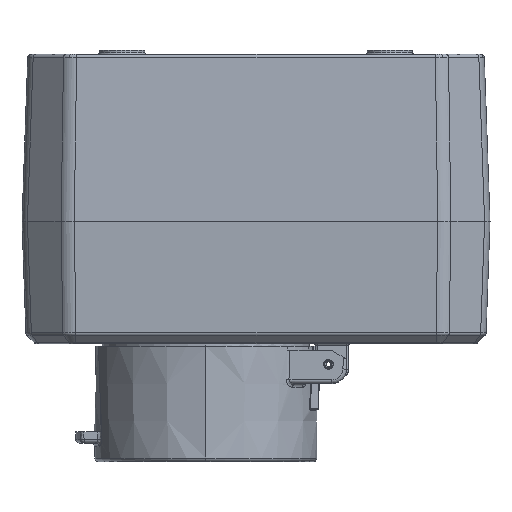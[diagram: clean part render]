
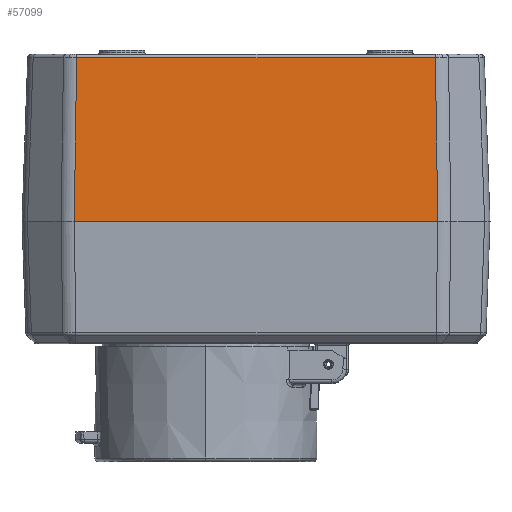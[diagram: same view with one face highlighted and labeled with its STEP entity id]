
A CAD part, left-side view. The second image highlights one B-rep face of the part: STEP entity #57099.
In plain terms, the highlighted planar face has unit normal (-0.999, 0, 0.035).
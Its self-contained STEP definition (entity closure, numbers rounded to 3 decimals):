
#2656 = DIRECTION ( 'NONE',  ( -0.999, 0., 0.035 ) ) ;
#4877 = LINE ( 'NONE', #51844, #15975 ) ;
#6846 = DIRECTION ( 'NONE',  ( -0.035, 0., -0.999 ) ) ;
#7564 = LINE ( 'NONE', #42407, #39635 ) ;
#7747 = DIRECTION ( 'NONE',  ( 0.035, 0.014, 0.999 ) ) ;
#7751 = ORIENTED_EDGE ( 'NONE', *, *, #50271, .T. ) ;
#8019 = CARTESIAN_POINT ( 'NONE',  ( -60., -51., -46. ) ) ;
#8339 = FACE_OUTER_BOUND ( 'NONE', #73071, .T. ) ;
#10562 = EDGE_CURVE ( 'NONE', #70322, #11311, #13323, .T. ) ;
#11311 = VERTEX_POINT ( 'NONE', #39730 ) ;
#11434 = AXIS2_PLACEMENT_3D ( 'NONE', #31444, #2656, #6846 ) ;
#13323 = LINE ( 'NONE', #8019, #16409 ) ;
#14573 = ORIENTED_EDGE ( 'NONE', *, *, #35340, .T. ) ;
#14738 = EDGE_CURVE ( 'NONE', #11311, #37530, #54729, .T. ) ;
#15975 = VECTOR ( 'NONE', #35903, 1000. ) ;
#16409 = VECTOR ( 'NONE', #31119, 1000. ) ;
#31119 = DIRECTION ( 'NONE',  ( 0., -1., 0. ) ) ;
#31444 = CARTESIAN_POINT ( 'NONE',  ( -60., 51., -46. ) ) ;
#35340 = EDGE_CURVE ( 'NONE', #37530, #39567, #7564, .T. ) ;
#35903 = DIRECTION ( 'NONE',  ( -0.035, 0.014, -0.999 ) ) ;
#37284 = CARTESIAN_POINT ( 'NONE',  ( -59.95, -48.909, -44.557 ) ) ;
#37530 = VERTEX_POINT ( 'NONE', #66595 ) ;
#39567 = VERTEX_POINT ( 'NONE', #48502 ) ;
#39635 = VECTOR ( 'NONE', #64416, 1000. ) ;
#39730 = CARTESIAN_POINT ( 'NONE',  ( -60., -48.93, -46. ) ) ;
#42407 = CARTESIAN_POINT ( 'NONE',  ( -58.462, 48.279, -1.965 ) ) ;
#46868 = VECTOR ( 'NONE', #7747, 1000. ) ;
#48502 = CARTESIAN_POINT ( 'NONE',  ( -58.462, 48.293, -1.965 ) ) ;
#50271 = EDGE_CURVE ( 'NONE', #39567, #70322, #4877, .T. ) ;
#51844 = CARTESIAN_POINT ( 'NONE',  ( -60.001, 48.931, -46.03 ) ) ;
#53821 = PLANE ( 'NONE',  #11434 ) ;
#54729 = LINE ( 'NONE', #37284, #46868 ) ;
#57099 = ADVANCED_FACE ( 'NONE', ( #8339 ), #53821, .T. ) ;
#60284 = ORIENTED_EDGE ( 'NONE', *, *, #14738, .T. ) ;
#64416 = DIRECTION ( 'NONE',  ( 0., 1., 0. ) ) ;
#64535 = ORIENTED_EDGE ( 'NONE', *, *, #10562, .T. ) ;
#66595 = CARTESIAN_POINT ( 'NONE',  ( -58.462, -48.293, -1.965 ) ) ;
#66625 = CARTESIAN_POINT ( 'NONE',  ( -60., 48.93, -46. ) ) ;
#70322 = VERTEX_POINT ( 'NONE', #66625 ) ;
#73071 = EDGE_LOOP ( 'NONE', ( #60284, #14573, #7751, #64535 ) ) ;
